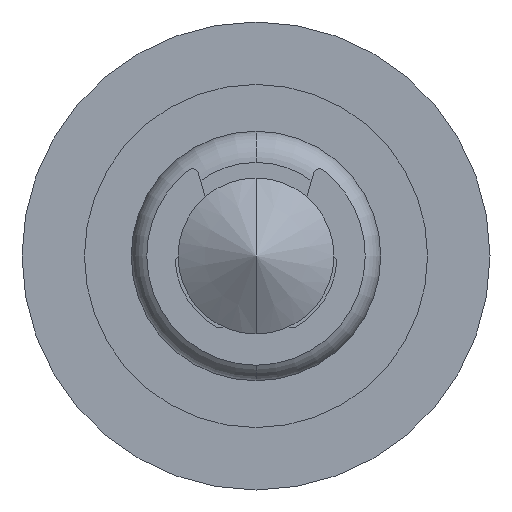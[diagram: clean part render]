
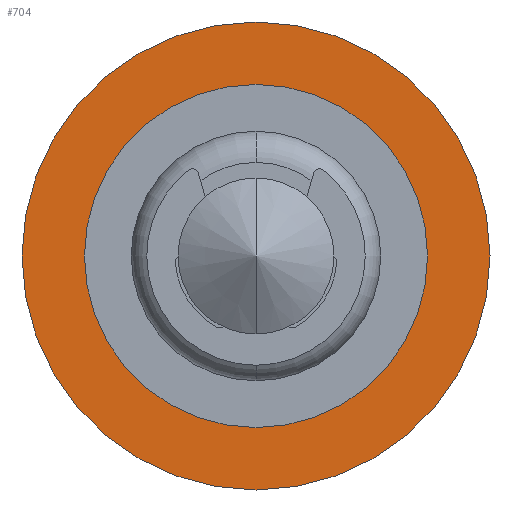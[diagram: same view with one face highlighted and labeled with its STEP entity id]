
A CAD part, front view. The second image highlights one B-rep face of the part: STEP entity #704.
In plain terms, the highlighted planar face has unit normal (0, -1, 0).
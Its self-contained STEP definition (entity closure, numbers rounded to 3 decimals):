
#117 = ORIENTED_EDGE ( 'NONE', *, *, #842, .T. ) ;
#118 = ORIENTED_EDGE ( 'NONE', *, *, #635, .F. ) ;
#134 = ORIENTED_EDGE ( 'NONE', *, *, #843, .F. ) ;
#151 = ORIENTED_EDGE ( 'NONE', *, *, #636, .T. ) ;
#277 = AXIS2_PLACEMENT_3D ( 'NONE', #1145, #1146, #1147 ) ;
#340 = AXIS2_PLACEMENT_3D ( 'NONE', #1142, #1143, #1144 ) ;
#459 = FACE_BOUND ( 'NONE', #2063, .T. ) ;
#464 = FACE_OUTER_BOUND ( 'NONE', #2090, .T. ) ;
#466 = AXIS2_PLACEMENT_3D ( 'NONE', #1365, #1366, #1367 ) ;
#537 = AXIS2_PLACEMENT_3D ( 'NONE', #1517, #1518, #1519 ) ;
#539 = AXIS2_PLACEMENT_3D ( 'NONE', #1520, #1521, #1522 ) ;
#635 = EDGE_CURVE ( 'NONE', #2048, #2040, #815, .T. ) ;
#636 = EDGE_CURVE ( 'NONE', #2039, #2046, #816, .T. ) ;
#704 = ADVANCED_FACE ( 'NONE', ( #459, #464 ), #1364, .T. ) ;
#799 = CIRCLE ( 'NONE', #537, 5.5 ) ;
#800 = CIRCLE ( 'NONE', #539, 7.5 ) ;
#815 = CIRCLE ( 'NONE', #340, 7.5 ) ;
#816 = CIRCLE ( 'NONE', #277, 5.5 ) ;
#842 = EDGE_CURVE ( 'NONE', #2046, #2039, #799, .T. ) ;
#843 = EDGE_CURVE ( 'NONE', #2040, #2048, #800, .T. ) ;
#1142 = CARTESIAN_POINT ( 'NONE',  ( 0., 42.443, 0. ) ) ;
#1143 = DIRECTION ( 'NONE',  ( 0., 1., 0. ) ) ;
#1144 = DIRECTION ( 'NONE',  ( 0., 0., 1. ) ) ;
#1145 = CARTESIAN_POINT ( 'NONE',  ( 0., 42.443, 0. ) ) ;
#1146 = DIRECTION ( 'NONE',  ( 0., 1., 0. ) ) ;
#1147 = DIRECTION ( 'NONE',  ( 0., 0., 1. ) ) ;
#1364 = PLANE ( 'NONE',  #466 ) ;
#1365 = CARTESIAN_POINT ( 'NONE',  ( -5.5, 42.443, 0. ) ) ;
#1366 = DIRECTION ( 'NONE',  ( 0., -1., 0. ) ) ;
#1367 = DIRECTION ( 'NONE',  ( 0., 0., -1. ) ) ;
#1517 = CARTESIAN_POINT ( 'NONE',  ( 0., 42.443, 0. ) ) ;
#1518 = DIRECTION ( 'NONE',  ( 0., 1., 0. ) ) ;
#1519 = DIRECTION ( 'NONE',  ( 0., 0., 1. ) ) ;
#1520 = CARTESIAN_POINT ( 'NONE',  ( 0., 42.443, 0. ) ) ;
#1521 = DIRECTION ( 'NONE',  ( 0., 1., 0. ) ) ;
#1522 = DIRECTION ( 'NONE',  ( 0., 0., 1. ) ) ;
#1653 = CARTESIAN_POINT ( 'NONE',  ( 0., 42.443, 5.5 ) ) ;
#1654 = CARTESIAN_POINT ( 'NONE',  ( 0., 42.443, 7.5 ) ) ;
#1660 = CARTESIAN_POINT ( 'NONE',  ( 0., 42.443, -5.5 ) ) ;
#1662 = CARTESIAN_POINT ( 'NONE',  ( 0., 42.443, -7.5 ) ) ;
#2039 = VERTEX_POINT ( 'NONE', #1653 ) ;
#2040 = VERTEX_POINT ( 'NONE', #1654 ) ;
#2046 = VERTEX_POINT ( 'NONE', #1660 ) ;
#2048 = VERTEX_POINT ( 'NONE', #1662 ) ;
#2063 = EDGE_LOOP ( 'NONE', ( #151, #117 ) ) ;
#2090 = EDGE_LOOP ( 'NONE', ( #134, #118 ) ) ;
